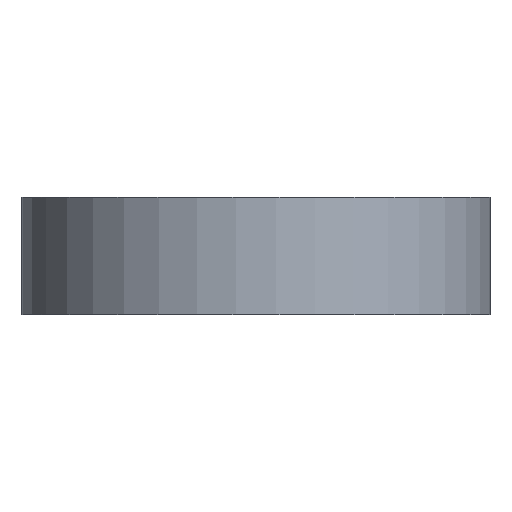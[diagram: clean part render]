
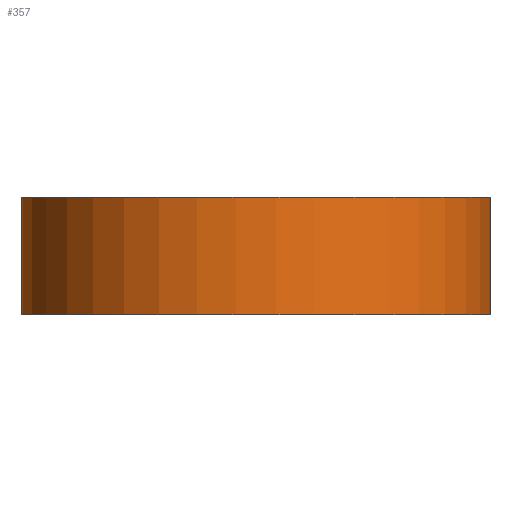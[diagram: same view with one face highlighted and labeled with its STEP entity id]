
A CAD part, left-side view. The second image highlights one B-rep face of the part: STEP entity #357.
In plain terms, the highlighted cylindrical face has radius 0.02 mm (diameter 0.04 mm), a partial arc.
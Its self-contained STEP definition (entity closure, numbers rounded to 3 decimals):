
#70 = PLANE('',#71);
#71 = AXIS2_PLACEMENT_3D('',#72,#73,#74);
#72 = CARTESIAN_POINT('',(-0.058,0.,0.01));
#73 = DIRECTION('',(0.,0.,1.));
#74 = DIRECTION('',(1.,0.,0.));
#122 = PLANE('',#123);
#123 = AXIS2_PLACEMENT_3D('',#124,#125,#126);
#124 = CARTESIAN_POINT('',(-0.058,0.,0.));
#125 = DIRECTION('',(0.,0.,1.));
#126 = DIRECTION('',(1.,0.,0.));
#230 = CYLINDRICAL_SURFACE('',#231,0.027);
#231 = AXIS2_PLACEMENT_3D('',#232,#233,#234);
#232 = CARTESIAN_POINT('',(-0.064,0.035,0.));
#233 = DIRECTION('',(-0.,-0.,-1.));
#234 = DIRECTION('',(1.,0.,0.));
#287 = EDGE_CURVE('',#288,#290,#292,.T.);
#288 = VERTEX_POINT('',#289);
#289 = CARTESIAN_POINT('',(-0.082,0.015,0.));
#290 = VERTEX_POINT('',#291);
#291 = CARTESIAN_POINT('',(-0.082,0.015,0.01
    ));
#292 = SURFACE_CURVE('',#293,(#297,#303),.PCURVE_S1.);
#293 = LINE('',#294,#295);
#294 = CARTESIAN_POINT('',(-0.082,0.015,0.));
#295 = VECTOR('',#296,1.);
#296 = DIRECTION('',(0.,0.,1.));
#297 = PCURVE('',#230,#298);
#298 = DEFINITIONAL_REPRESENTATION('',(#299),#302);
#299 = B_SPLINE_CURVE_WITH_KNOTS('',1,(#300,#301),.UNSPECIFIED.,.F.,.F.,
  (2,2),(0.,0.01),.PIECEWISE_BEZIER_KNOTS.);
#300 = CARTESIAN_POINT('',(-3.979,0.));
#301 = CARTESIAN_POINT('',(-3.979,-0.01));
#302 = ( GEOMETRIC_REPRESENTATION_CONTEXT(2) 
PARAMETRIC_REPRESENTATION_CONTEXT() REPRESENTATION_CONTEXT('2D SPACE',''
  ) );
#303 = PCURVE('',#304,#309);
#304 = CYLINDRICAL_SURFACE('',#305,0.02);
#305 = AXIS2_PLACEMENT_3D('',#306,#307,#308);
#306 = CARTESIAN_POINT('',(-0.095,0.,0.));
#307 = DIRECTION('',(-0.,-0.,-1.));
#308 = DIRECTION('',(1.,0.,0.));
#309 = DEFINITIONAL_REPRESENTATION('',(#310),#313);
#310 = B_SPLINE_CURVE_WITH_KNOTS('',1,(#311,#312),.UNSPECIFIED.,.F.,.F.,
  (2,2),(0.,0.01),.PIECEWISE_BEZIER_KNOTS.);
#311 = CARTESIAN_POINT('',(-0.838,0.));
#312 = CARTESIAN_POINT('',(-0.838,-0.01));
#313 = ( GEOMETRIC_REPRESENTATION_CONTEXT(2) 
PARAMETRIC_REPRESENTATION_CONTEXT() REPRESENTATION_CONTEXT('2D SPACE',''
  ) );
#357 = ADVANCED_FACE('',(#358),#304,.T.);
#358 = FACE_BOUND('',#359,.F.);
#359 = EDGE_LOOP('',(#360,#361,#384,#410));
#360 = ORIENTED_EDGE('',*,*,#287,.T.);
#361 = ORIENTED_EDGE('',*,*,#362,.T.);
#362 = EDGE_CURVE('',#290,#363,#365,.T.);
#363 = VERTEX_POINT('',#364);
#364 = CARTESIAN_POINT('',(-0.082,-0.015,
    0.01));
#365 = SURFACE_CURVE('',#366,(#371,#377),.PCURVE_S1.);
#366 = CIRCLE('',#367,0.02);
#367 = AXIS2_PLACEMENT_3D('',#368,#369,#370);
#368 = CARTESIAN_POINT('',(-0.095,0.,0.01));
#369 = DIRECTION('',(0.,0.,1.));
#370 = DIRECTION('',(1.,0.,0.));
#371 = PCURVE('',#304,#372);
#372 = DEFINITIONAL_REPRESENTATION('',(#373),#376);
#373 = B_SPLINE_CURVE_WITH_KNOTS('',1,(#374,#375),.UNSPECIFIED.,.F.,.F.,
  (2,2),(0.838,5.446),.PIECEWISE_BEZIER_KNOTS.);
#374 = CARTESIAN_POINT('',(-0.838,-0.01));
#375 = CARTESIAN_POINT('',(-5.446,-0.01));
#376 = ( GEOMETRIC_REPRESENTATION_CONTEXT(2) 
PARAMETRIC_REPRESENTATION_CONTEXT() REPRESENTATION_CONTEXT('2D SPACE',''
  ) );
#377 = PCURVE('',#70,#378);
#378 = DEFINITIONAL_REPRESENTATION('',(#379),#383);
#379 = CIRCLE('',#380,0.02);
#380 = AXIS2_PLACEMENT_2D('',#381,#382);
#381 = CARTESIAN_POINT('',(-0.037,0.));
#382 = DIRECTION('',(1.,0.));
#383 = ( GEOMETRIC_REPRESENTATION_CONTEXT(2) 
PARAMETRIC_REPRESENTATION_CONTEXT() REPRESENTATION_CONTEXT('2D SPACE',''
  ) );
#384 = ORIENTED_EDGE('',*,*,#385,.F.);
#385 = EDGE_CURVE('',#386,#363,#388,.T.);
#386 = VERTEX_POINT('',#387);
#387 = CARTESIAN_POINT('',(-0.082,-0.015,0.));
#388 = SURFACE_CURVE('',#389,(#393,#399),.PCURVE_S1.);
#389 = LINE('',#390,#391);
#390 = CARTESIAN_POINT('',(-0.082,-0.015,0.));
#391 = VECTOR('',#392,1.);
#392 = DIRECTION('',(0.,0.,1.));
#393 = PCURVE('',#304,#394);
#394 = DEFINITIONAL_REPRESENTATION('',(#395),#398);
#395 = B_SPLINE_CURVE_WITH_KNOTS('',1,(#396,#397),.UNSPECIFIED.,.F.,.F.,
  (2,2),(0.,0.01),.PIECEWISE_BEZIER_KNOTS.);
#396 = CARTESIAN_POINT('',(-5.446,0.));
#397 = CARTESIAN_POINT('',(-5.446,-0.01));
#398 = ( GEOMETRIC_REPRESENTATION_CONTEXT(2) 
PARAMETRIC_REPRESENTATION_CONTEXT() REPRESENTATION_CONTEXT('2D SPACE',''
  ) );
#399 = PCURVE('',#400,#405);
#400 = CYLINDRICAL_SURFACE('',#401,0.027);
#401 = AXIS2_PLACEMENT_3D('',#402,#403,#404);
#402 = CARTESIAN_POINT('',(-0.064,-0.035,0.));
#403 = DIRECTION('',(-0.,-0.,-1.));
#404 = DIRECTION('',(1.,0.,0.));
#405 = DEFINITIONAL_REPRESENTATION('',(#406),#409);
#406 = B_SPLINE_CURVE_WITH_KNOTS('',1,(#407,#408),.UNSPECIFIED.,.F.,.F.,
  (2,2),(0.,0.01),.PIECEWISE_BEZIER_KNOTS.);
#407 = CARTESIAN_POINT('',(-2.304,0.));
#408 = CARTESIAN_POINT('',(-2.304,-0.01));
#409 = ( GEOMETRIC_REPRESENTATION_CONTEXT(2) 
PARAMETRIC_REPRESENTATION_CONTEXT() REPRESENTATION_CONTEXT('2D SPACE',''
  ) );
#410 = ORIENTED_EDGE('',*,*,#411,.F.);
#411 = EDGE_CURVE('',#288,#386,#412,.T.);
#412 = SURFACE_CURVE('',#413,(#418,#424),.PCURVE_S1.);
#413 = CIRCLE('',#414,0.02);
#414 = AXIS2_PLACEMENT_3D('',#415,#416,#417);
#415 = CARTESIAN_POINT('',(-0.095,0.,0.));
#416 = DIRECTION('',(0.,0.,1.));
#417 = DIRECTION('',(1.,0.,0.));
#418 = PCURVE('',#304,#419);
#419 = DEFINITIONAL_REPRESENTATION('',(#420),#423);
#420 = B_SPLINE_CURVE_WITH_KNOTS('',1,(#421,#422),.UNSPECIFIED.,.F.,.F.,
  (2,2),(0.838,5.446),.PIECEWISE_BEZIER_KNOTS.);
#421 = CARTESIAN_POINT('',(-0.838,0.));
#422 = CARTESIAN_POINT('',(-5.446,0.));
#423 = ( GEOMETRIC_REPRESENTATION_CONTEXT(2) 
PARAMETRIC_REPRESENTATION_CONTEXT() REPRESENTATION_CONTEXT('2D SPACE',''
  ) );
#424 = PCURVE('',#122,#425);
#425 = DEFINITIONAL_REPRESENTATION('',(#426),#430);
#426 = CIRCLE('',#427,0.02);
#427 = AXIS2_PLACEMENT_2D('',#428,#429);
#428 = CARTESIAN_POINT('',(-0.037,0.));
#429 = DIRECTION('',(1.,0.));
#430 = ( GEOMETRIC_REPRESENTATION_CONTEXT(2) 
PARAMETRIC_REPRESENTATION_CONTEXT() REPRESENTATION_CONTEXT('2D SPACE',''
  ) );
